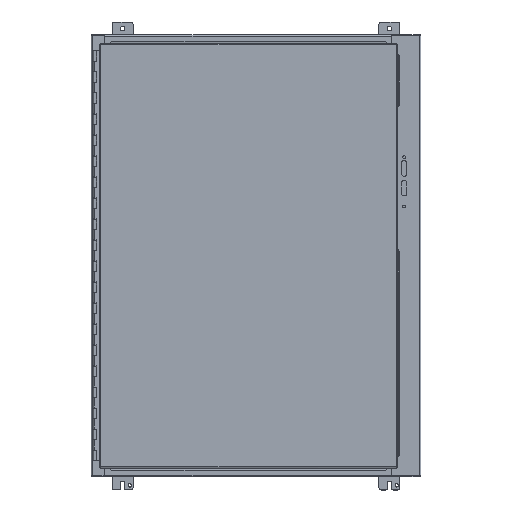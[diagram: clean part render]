
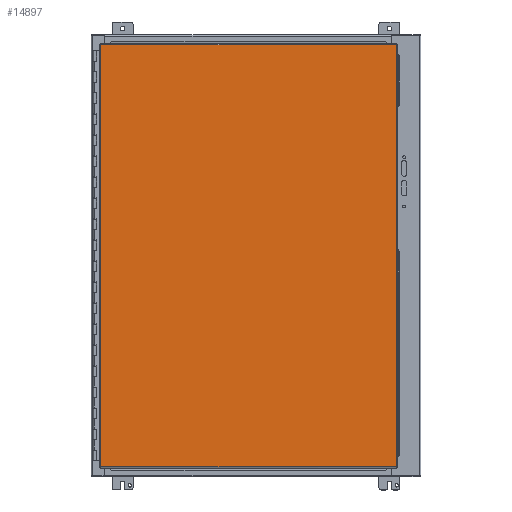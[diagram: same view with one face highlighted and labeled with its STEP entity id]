
A CAD part, top view. The second image highlights one B-rep face of the part: STEP entity #14897.
In plain terms, the highlighted planar face has unit normal (0, 0, 1).
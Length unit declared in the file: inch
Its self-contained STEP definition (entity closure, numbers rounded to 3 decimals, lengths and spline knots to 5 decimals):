
#449=PLANE('',#15805);
#1029=FACE_OUTER_BOUND('',#1850,.T.);
#1850=EDGE_LOOP('',(#10535,#10536,#10537,#10538));
#2817=LINE('',#22150,#4344);
#2823=LINE('',#22231,#4350);
#2829=LINE('',#22313,#4356);
#2836=LINE('',#22394,#4363);
#4344=VECTOR('',#17822,40.1645);
#4350=VECTOR('',#17836,28.13325);
#4356=VECTOR('',#17850,40.1645);
#4363=VECTOR('',#17867,28.13325);
#6336=VERTEX_POINT('',#22141);
#6337=VERTEX_POINT('',#22149);
#6340=VERTEX_POINT('',#22223);
#6344=VERTEX_POINT('',#22305);
#7882=EDGE_CURVE('',#6337,#6336,#2817,.T.);
#7892=EDGE_CURVE('',#6336,#6340,#2823,.T.);
#7902=EDGE_CURVE('',#6340,#6344,#2829,.T.);
#7913=EDGE_CURVE('',#6344,#6337,#2836,.T.);
#10535=ORIENTED_EDGE('',*,*,#7882,.T.);
#10536=ORIENTED_EDGE('',*,*,#7892,.T.);
#10537=ORIENTED_EDGE('',*,*,#7902,.T.);
#10538=ORIENTED_EDGE('',*,*,#7913,.T.);
#14897=ADVANCED_FACE('',(#1029),#449,.T.);
#15805=AXIS2_PLACEMENT_3D('',#22462,#17877,#17878);
#17822=DIRECTION('',(0.,1.,0.));
#17836=DIRECTION('',(-1.,0.,0.));
#17850=DIRECTION('',(0.,-1.,0.));
#17867=DIRECTION('',(1.,0.,0.));
#17877=DIRECTION('center_axis',(0.,0.,1.));
#17878=DIRECTION('ref_axis',(1.,0.,0.));
#22141=CARTESIAN_POINT('',(28.2385,40.26975,0.074));
#22149=CARTESIAN_POINT('',(28.2385,0.10525,0.074));
#22150=CARTESIAN_POINT('',(28.2385,10.14638,0.074));
#22223=CARTESIAN_POINT('',(0.10525,40.26975,0.074));
#22231=CARTESIAN_POINT('',(21.20519,40.26975,0.074));
#22305=CARTESIAN_POINT('',(0.10525,0.10525,0.074));
#22313=CARTESIAN_POINT('',(0.10525,30.22863,0.074));
#22394=CARTESIAN_POINT('',(7.13856,0.10525,0.074));
#22462=CARTESIAN_POINT('Origin',(14.17188,20.1875,0.074));
